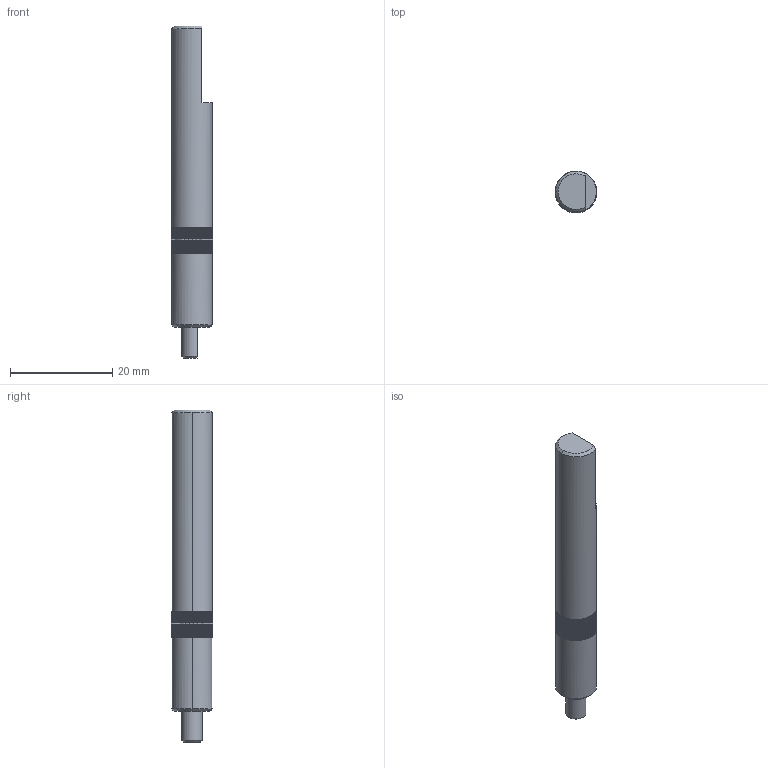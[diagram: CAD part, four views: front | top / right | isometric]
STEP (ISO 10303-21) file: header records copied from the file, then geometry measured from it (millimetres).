
FILE_DESCRIPTION (( 'STEP AP203' ), '1' );
FILE_NAME ('嗆儂怀堤粣(1).STEP', '2022-04-08T05:54:38', ( '' ), ( '' ), 'SwSTEP 2.0', 'SolidWorks 2020', '' );
FILE_SCHEMA (( 'CONFIG_CONTROL_DESIGN' ));
Length unit declared in the file: millimetre
Products named in the file (1): 嗆儂怀堤粣(1)
Bounding box: 8.2 x 8.2 x 65 mm (x, y, z)
Volume: 2865.8 mm3; surface area: 1672.5 mm2
Topology: 1 solids, 1 shells, 394 faces, 885 edges, 589 vertices
Faces by surface type: plane 386, cone 5, cylinder 3
Entity records: 11009 total; most frequent: CARTESIAN_POINT 1881, DIRECTION 1874, ORIENTED_EDGE 1770, EDGE_CURVE 885, VECTOR 678, LINE 678, AXIS2_PLACEMENT_3D 598, VERTEX_POINT 589
